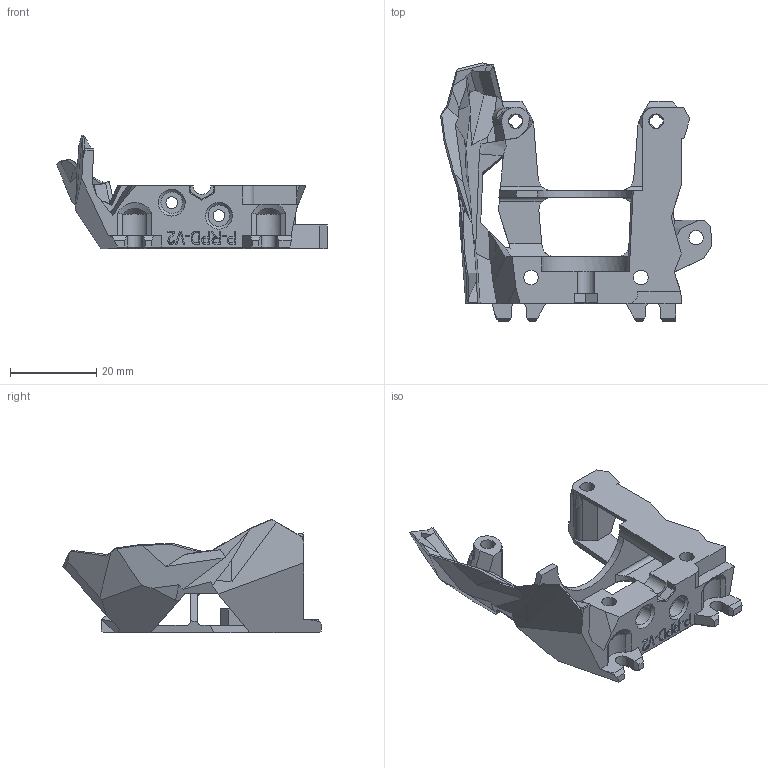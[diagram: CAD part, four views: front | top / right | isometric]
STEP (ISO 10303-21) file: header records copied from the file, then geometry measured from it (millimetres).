
FILE_DESCRIPTION(/* description */ ('STEP AP214'),/* implementation_level */ '2;1');
FILE_NAME(/* name */ 'G2E_SB_Rapido 2_Filametrix_Rear v1.step',/* time_stamp */ '2025-04-03T15:15:08+03:00',/* author */ (''),/* organization */ (''),/* preprocessor_version */ 'ST-DEVELOPER v20.1',/* originating_system */ 'Autodesk Translation Framework v14.4.0.0',/* authorisation */ '');
FILE_SCHEMA (('AUTOMOTIVE_DESIGN { 1 0 10303 214 3 1 1 }'));
Length unit declared in the file: millimetre
Products named in the file (1): SB - Rapido V2 - Filametrix - Rear CW2_1
Bounding box: 62.59 x 59.7 x 26.26 mm (x, y, z)
Volume: 11383.4 mm3; surface area: 10100 mm2
Topology: 1 solids, 1 shells, 607 faces, 1734 edges, 1118 vertices
Faces by surface type: plane 465, cylinder 77, bspline 42, cone 23
Full cylindrical faces by diameter (mm): 2.7 x2, 3.3 x1, 3.4 x6, 4.5 x1, 5 x2, 6 x2, 6.1 x1
Entity records: 22440 total; most frequent: CARTESIAN_POINT 6776, ORIENTED_EDGE 3468, DIRECTION 2915, EDGE_CURVE 1734, LINE 1391, VECTOR 1391, VERTEX_POINT 1118, AXIS2_PLACEMENT_3D 762
